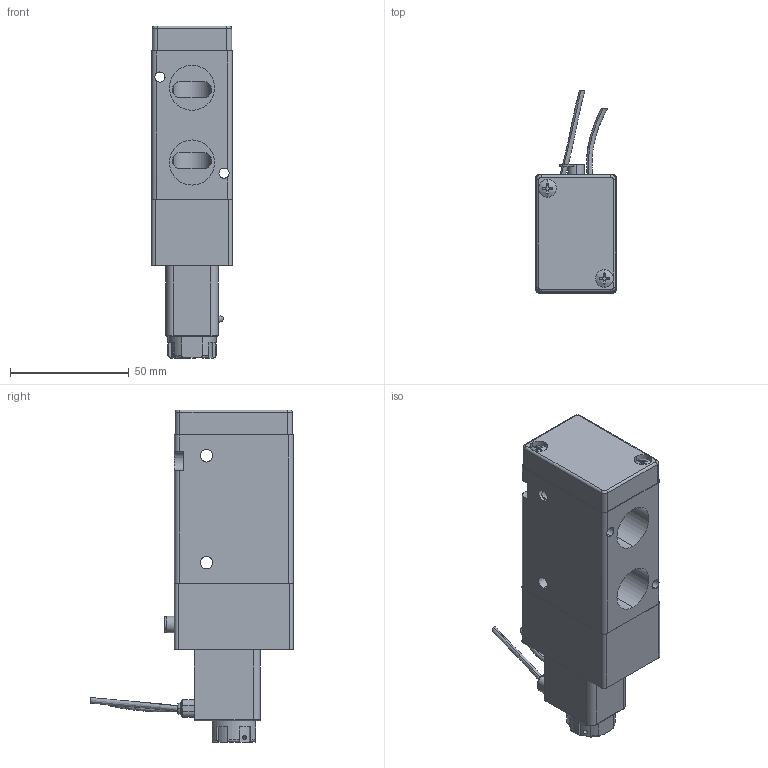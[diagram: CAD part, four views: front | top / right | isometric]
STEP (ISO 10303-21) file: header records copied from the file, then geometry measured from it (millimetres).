
FILE_DESCRIPTION (( 'STEP AP203' ), '1' );
FILE_NAME ('J3V410-15-G.step', '2016-11-14T23:23:06', ( '' ), ( '' ), 'SwSTEP 2.0', 'SolidWorks 2016', '' );
FILE_SCHEMA (( 'CONFIG_CONTROL_DESIGN' ));
Length unit declared in the file: millimetre
Products named in the file (1): J3V410-15-G
Bounding box: 34 x 85.21 x 139.8 mm (x, y, z)
Surface area: 48927.3 mm2 (no closed solid volume)
Topology: 0 solids, 14 shells, 739 faces, 1975 edges, 1300 vertices
Faces by surface type: plane 541, cylinder 154, bspline 32, cone 12
Entity records: 25304 total; most frequent: CARTESIAN_POINT 6799, ORIENTED_EDGE 3932, DIRECTION 3625, EDGE_CURVE 1967, VECTOR 1471, LINE 1471, VERTEX_POINT 1300, AXIS2_PLACEMENT_3D 1077
